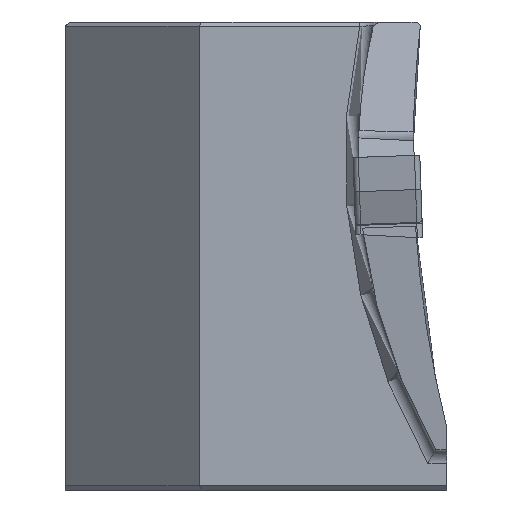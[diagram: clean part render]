
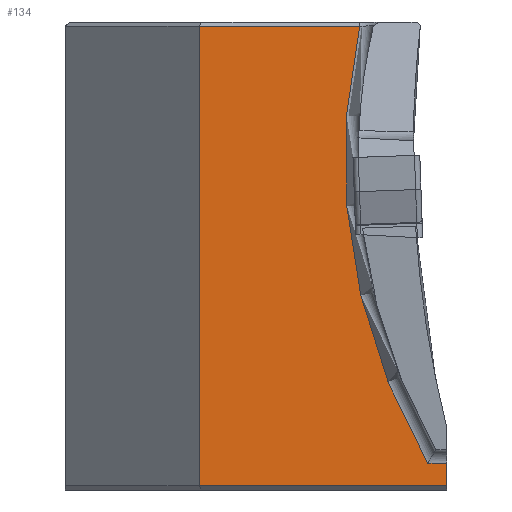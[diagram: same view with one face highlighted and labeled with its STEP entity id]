
A CAD part, left-side view. The second image highlights one B-rep face of the part: STEP entity #134.
In plain terms, the highlighted planar face has unit normal (-1, 0, 0).
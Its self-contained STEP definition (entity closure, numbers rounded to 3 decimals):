
#81=CIRCLE('',#1362,45.);
#134=ADVANCED_FACE('',(#255),#205,.F.);
#205=PLANE('',#1363);
#255=FACE_OUTER_BOUND('',#328,.T.);
#328=EDGE_LOOP('',(#481,#482,#483,#484,#485,#486));
#481=ORIENTED_EDGE('',*,*,#925,.T.);
#482=ORIENTED_EDGE('',*,*,#945,.T.);
#483=ORIENTED_EDGE('',*,*,#946,.T.);
#484=ORIENTED_EDGE('',*,*,#947,.T.);
#485=ORIENTED_EDGE('',*,*,#948,.T.);
#486=ORIENTED_EDGE('',*,*,#949,.T.);
#801=VERTEX_POINT('',#1910);
#802=VERTEX_POINT('',#1912);
#816=VERTEX_POINT('',#1998);
#817=VERTEX_POINT('',#2000);
#818=VERTEX_POINT('',#2002);
#819=VERTEX_POINT('',#2004);
#925=EDGE_CURVE('',#802,#801,#1100,.T.);
#945=EDGE_CURVE('',#801,#816,#1111,.T.);
#946=EDGE_CURVE('',#816,#817,#81,.T.);
#947=EDGE_CURVE('',#817,#818,#1112,.T.);
#948=EDGE_CURVE('',#818,#819,#1113,.T.);
#949=EDGE_CURVE('',#819,#802,#1114,.T.);
#1100=LINE('',#1911,#1233);
#1111=LINE('',#1997,#1244);
#1112=LINE('',#2001,#1245);
#1113=LINE('',#2003,#1246);
#1114=LINE('',#2005,#1247);
#1233=VECTOR('',#1521,1.);
#1244=VECTOR('',#1552,1.);
#1245=VECTOR('',#1555,1.);
#1246=VECTOR('',#1556,1.);
#1247=VECTOR('',#1557,1.);
#1362=AXIS2_PLACEMENT_3D('',#1999,#1553,#1554);
#1363=AXIS2_PLACEMENT_3D('',#2006,#1558,#1559);
#1521=DIRECTION('',(0.,0.,1.));
#1552=DIRECTION('',(0.,1.,0.));
#1553=DIRECTION('',(1.,0.,0.));
#1554=DIRECTION('',(0.,0.,-1.));
#1555=DIRECTION('',(0.,1.,0.));
#1556=DIRECTION('',(0.,0.,-1.));
#1557=DIRECTION('',(0.,-1.,0.));
#1558=DIRECTION('',(1.,0.,0.));
#1559=DIRECTION('',(0.,0.,-1.));
#1910=CARTESIAN_POINT('',(33.,-28.5,-23.));
#1911=CARTESIAN_POINT('',(33.,-28.5,-22.));
#1912=CARTESIAN_POINT('',(33.,-28.5,-24.7));
#1997=CARTESIAN_POINT('',(33.,-28.5,-23.));
#1998=CARTESIAN_POINT('',(33.,-27.104,-23.));
#1999=CARTESIAN_POINT('',(33.,-65.9,-0.2));
#2000=CARTESIAN_POINT('',(33.,-22.003,9.7));
#2001=CARTESIAN_POINT('',(33.,-65.9,9.7));
#2002=CARTESIAN_POINT('',(33.,-10.,9.7));
#2003=CARTESIAN_POINT('',(33.,-10.,10.));
#2004=CARTESIAN_POINT('',(33.,-10.,-24.7));
#2005=CARTESIAN_POINT('',(33.,-65.9,-24.7));
#2006=CARTESIAN_POINT('',(33.,-65.9,-0.2));
